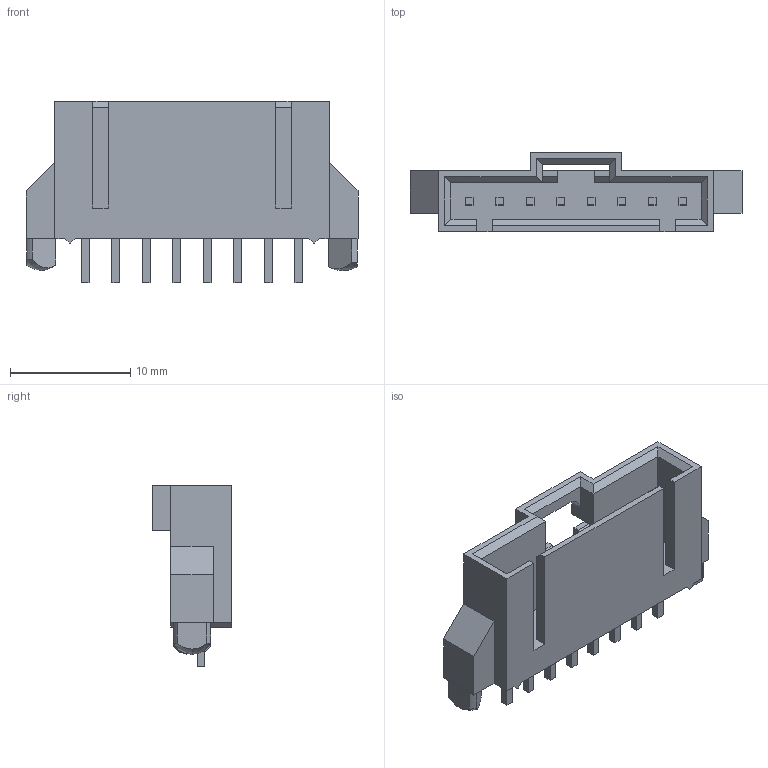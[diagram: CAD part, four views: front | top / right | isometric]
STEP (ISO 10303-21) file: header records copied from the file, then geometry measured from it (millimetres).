
FILE_DESCRIPTION((''),'2;1');
FILE_NAME('705450077','2015-03-17T',('me'),(''),'PRO/ENGINEER BY PARAMETRIC TECHNOLOGY CORPORATION, 2011490','PRO/ENGINEER BY PARAMETRIC TECHNOLOGY CORPORATION, 2011490','');
FILE_SCHEMA(('CONFIG_CONTROL_DESIGN'));
Length unit declared in the file: inch
Products named in the file (1): 705450077
Bounding box: 27.64 x 6.6 x 15.11 mm (x, y, z)
Volume: 860.9 mm3; surface area: 1586.5 mm2
Topology: 1 solids, 1 shells, 156 faces, 432 edges, 292 vertices
Faces by surface type: plane 146, cylinder 6, sphere 2, bspline 2
Entity records: 4982 total; most frequent: CARTESIAN_POINT 954, ORIENTED_EDGE 812, DIRECTION 774, EDGE_CURVE 406, VECTOR 380, LINE 380, VERTEX_POINT 268, AXIS2_PLACEMENT_3D 197
